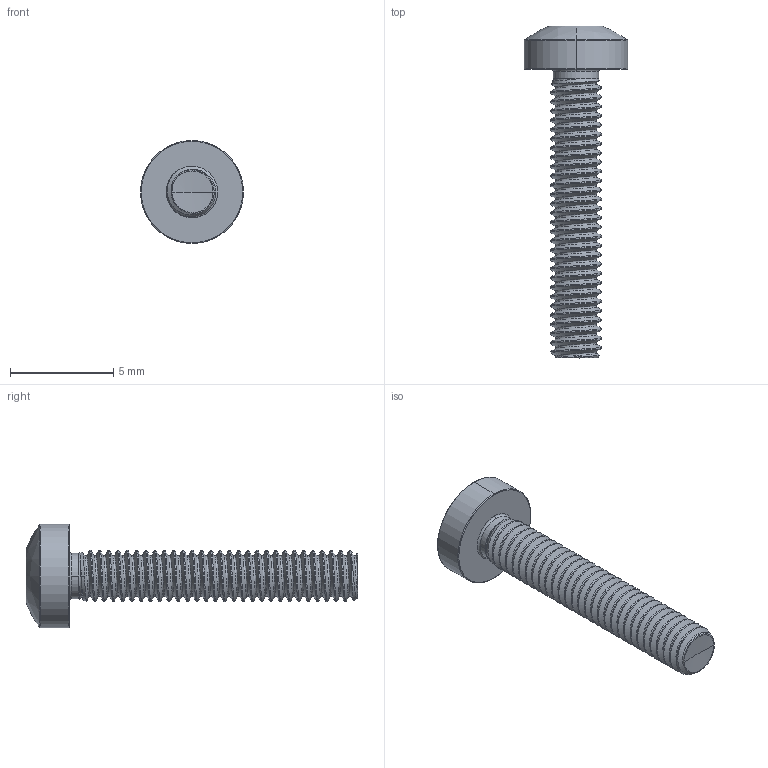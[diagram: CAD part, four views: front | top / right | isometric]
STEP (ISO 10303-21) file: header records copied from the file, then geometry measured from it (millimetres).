
FILE_DESCRIPTION (( 'STEP AP203' ), '1' );
FILE_NAME ('STM390250140.STEP', '2020-12-23T14:40:09', ( '' ), ( '' ), 'SwSTEP 2.0', 'SolidWorks 2015', '' );
FILE_SCHEMA (( 'CONFIG_CONTROL_DESIGN' ));
Length unit declared in the file: millimetre
Products named in the file (2): STM390250140
Bounding box: 5 x 16.1 x 5 mm (x, y, z)
Volume: 86.4 mm3; surface area: 232.4 mm2
Topology: 1 solids, 1 shells, 130 faces, 350 edges, 222 vertices
Faces by surface type: cylinder 81, bspline 18, torus 13, cone 11, sphere 4, plane 3
Entity records: 25918 total; most frequent: CARTESIAN_POINT 23043, ORIENTED_EDGE 696, DIRECTION 446, EDGE_CURVE 348, VERTEX_POINT 222, AXIS2_PLACEMENT_3D 178, EDGE_LOOP 132, FACE_OUTER_BOUND 130
